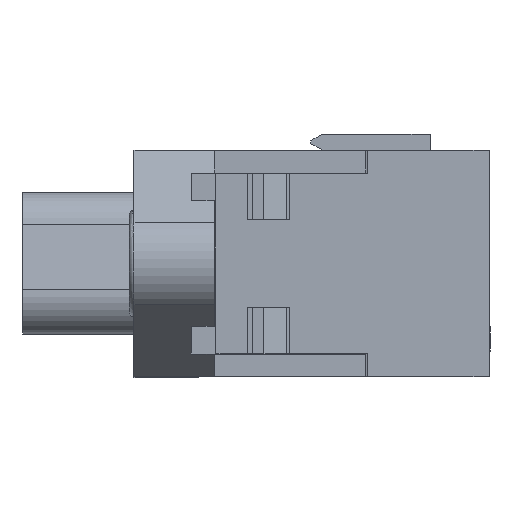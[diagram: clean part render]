
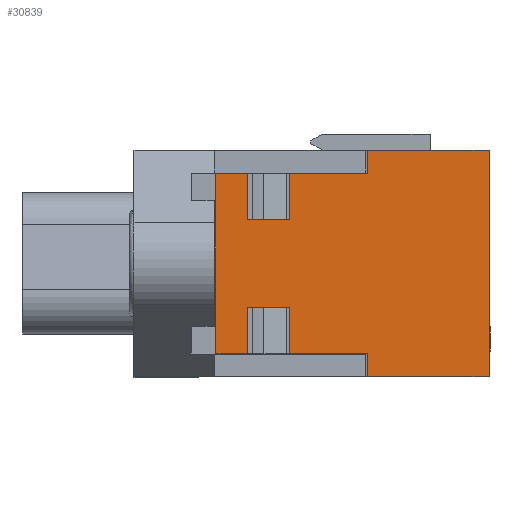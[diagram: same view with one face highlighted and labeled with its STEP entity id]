
A CAD part, left-side view. The second image highlights one B-rep face of the part: STEP entity #30839.
In plain terms, the highlighted planar face has unit normal (-1, 0, 0).
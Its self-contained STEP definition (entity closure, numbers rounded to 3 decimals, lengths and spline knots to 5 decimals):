
#2414=FACE_OUTER_BOUND('',#4013,.T.);
#4013=EDGE_LOOP('',(#24607,#24608,#24609,#24610,#24611,#24612,#24613,#24614,
#24615,#24616,#24617,#24618,#24619,#24620,#24621,#24622));
#5865=LINE('',#43407,#9294);
#7246=LINE('',#49678,#10675);
#7260=LINE('',#49708,#10689);
#7262=LINE('',#49711,#10691);
#7264=LINE('',#49715,#10693);
#7265=LINE('',#49717,#10694);
#7266=LINE('',#49719,#10695);
#7267=LINE('',#49721,#10696);
#7268=LINE('',#49723,#10697);
#7269=LINE('',#49725,#10698);
#7270=LINE('',#49726,#10699);
#7271=LINE('',#49728,#10700);
#7272=LINE('',#49730,#10701);
#7273=LINE('',#49732,#10702);
#7274=LINE('',#49734,#10703);
#7275=LINE('',#49735,#10704);
#9294=VECTOR('',#35523,0.3937);
#10675=VECTOR('',#38858,0.3937);
#10689=VECTOR('',#38878,0.3937);
#10691=VECTOR('',#38882,0.3937);
#10693=VECTOR('',#38886,0.3937);
#10694=VECTOR('',#38887,0.3937);
#10695=VECTOR('',#38888,0.3937);
#10696=VECTOR('',#38889,0.3937);
#10697=VECTOR('',#38890,0.3937);
#10698=VECTOR('',#38891,0.3937);
#10699=VECTOR('',#38892,0.3937);
#10700=VECTOR('',#38893,0.3937);
#10701=VECTOR('',#38894,0.3937);
#10702=VECTOR('',#38895,0.3937);
#10703=VECTOR('',#38896,0.3937);
#10704=VECTOR('',#38897,0.3937);
#12324=VERTEX_POINT('',#43404);
#12325=VERTEX_POINT('',#43406);
#13617=VERTEX_POINT('',#49675);
#13618=VERTEX_POINT('',#49677);
#13630=VERTEX_POINT('',#49705);
#13631=VERTEX_POINT('',#49707);
#13632=VERTEX_POINT('',#49714);
#13633=VERTEX_POINT('',#49716);
#13634=VERTEX_POINT('',#49718);
#13635=VERTEX_POINT('',#49720);
#13636=VERTEX_POINT('',#49722);
#13637=VERTEX_POINT('',#49724);
#13638=VERTEX_POINT('',#49727);
#13639=VERTEX_POINT('',#49729);
#13640=VERTEX_POINT('',#49731);
#13641=VERTEX_POINT('',#49733);
#15527=EDGE_CURVE('',#12325,#12324,#5865,.T.);
#17513=EDGE_CURVE('',#13618,#13617,#7246,.T.);
#17527=EDGE_CURVE('',#13631,#13630,#7260,.T.);
#17529=EDGE_CURVE('',#13618,#13630,#7262,.T.);
#17531=EDGE_CURVE('',#13617,#13632,#7264,.T.);
#17532=EDGE_CURVE('',#13632,#13633,#7265,.T.);
#17533=EDGE_CURVE('',#13633,#13634,#7266,.T.);
#17534=EDGE_CURVE('',#13634,#13635,#7267,.T.);
#17535=EDGE_CURVE('',#13635,#13636,#7268,.T.);
#17536=EDGE_CURVE('',#13637,#13636,#7269,.T.);
#17537=EDGE_CURVE('',#12325,#13637,#7270,.T.);
#17538=EDGE_CURVE('',#12324,#13638,#7271,.T.);
#17539=EDGE_CURVE('',#13638,#13639,#7272,.T.);
#17540=EDGE_CURVE('',#13639,#13640,#7273,.T.);
#17541=EDGE_CURVE('',#13640,#13641,#7274,.T.);
#17542=EDGE_CURVE('',#13641,#13631,#7275,.T.);
#24607=ORIENTED_EDGE('',*,*,#17513,.T.);
#24608=ORIENTED_EDGE('',*,*,#17531,.T.);
#24609=ORIENTED_EDGE('',*,*,#17532,.T.);
#24610=ORIENTED_EDGE('',*,*,#17533,.T.);
#24611=ORIENTED_EDGE('',*,*,#17534,.T.);
#24612=ORIENTED_EDGE('',*,*,#17535,.T.);
#24613=ORIENTED_EDGE('',*,*,#17536,.F.);
#24614=ORIENTED_EDGE('',*,*,#17537,.F.);
#24615=ORIENTED_EDGE('',*,*,#15527,.T.);
#24616=ORIENTED_EDGE('',*,*,#17538,.T.);
#24617=ORIENTED_EDGE('',*,*,#17539,.T.);
#24618=ORIENTED_EDGE('',*,*,#17540,.T.);
#24619=ORIENTED_EDGE('',*,*,#17541,.T.);
#24620=ORIENTED_EDGE('',*,*,#17542,.T.);
#24621=ORIENTED_EDGE('',*,*,#17527,.T.);
#24622=ORIENTED_EDGE('',*,*,#17529,.F.);
#27874=PLANE('',#32741);
#30839=ADVANCED_FACE('',(#2414),#27874,.T.);
#32741=AXIS2_PLACEMENT_3D('',#49713,#38884,#38885);
#35523=DIRECTION('',(0.,1.,0.));
#38858=DIRECTION('',(0.,-1.,0.));
#38878=DIRECTION('',(0.,1.,0.));
#38882=DIRECTION('',(0.,0.,1.));
#38884=DIRECTION('center_axis',(-1.,0.,0.));
#38885=DIRECTION('ref_axis',(0.,0.,
1.));
#38886=DIRECTION('',(0.,0.,1.));
#38887=DIRECTION('',(0.,-1.,0.));
#38888=DIRECTION('',(0.,0.,-1.));
#38889=DIRECTION('',(0.,-1.,0.));
#38890=DIRECTION('',(0.,0.,-1.));
#38891=DIRECTION('',(0.,1.,0.));
#38892=DIRECTION('',(0.,0.,-1.));
#38893=DIRECTION('',(0.,0.,-1.));
#38894=DIRECTION('',(0.,1.,0.));
#38895=DIRECTION('',(0.,0.,-1.));
#38896=DIRECTION('',(0.,1.,0.));
#38897=DIRECTION('',(0.,0.,1.));
#43404=CARTESIAN_POINT('',(-0.81557,-0.36586,0.248));
#43406=CARTESIAN_POINT('',(-0.81557,-0.63086,0.248));
#43407=CARTESIAN_POINT('',(-0.81557,-0.63086,0.248));
#49675=CARTESIAN_POINT('',(-0.81557,-0.10386,-0.195));
#49677=CARTESIAN_POINT('',(-0.81557,-0.03586,-0.195));
#49678=CARTESIAN_POINT('',(-0.81557,-0.33336,-0.195));
#49705=CARTESIAN_POINT('',(-0.81557,-0.03586,0.197));
#49707=CARTESIAN_POINT('',(-0.81557,-0.10386,0.197));
#49708=CARTESIAN_POINT('',(-0.81557,-0.36736,0.197));
#49711=CARTESIAN_POINT('',(-0.81557,-0.03586,-0.246));
#49713=CARTESIAN_POINT('Origin',(-0.81557,-0.63086,
-0.246));
#49714=CARTESIAN_POINT('',(-0.81557,-0.10386,-0.094));
#49715=CARTESIAN_POINT('',(-0.81557,-0.10386,-0.246));
#49716=CARTESIAN_POINT('',(-0.81557,-0.19586,-0.094));
#49717=CARTESIAN_POINT('',(-0.81557,-0.36736,-0.094));
#49718=CARTESIAN_POINT('',(-0.81557,-0.19586,-0.195));
#49719=CARTESIAN_POINT('',(-0.81557,-0.19586,-0.17));
#49720=CARTESIAN_POINT('',(-0.81557,-0.36586,-0.195));
#49721=CARTESIAN_POINT('',(-0.81557,-0.41336,-0.195));
#49722=CARTESIAN_POINT('',(-0.81557,-0.36586,-0.246));
#49723=CARTESIAN_POINT('',(-0.81557,-0.36586,-0.2205));
#49724=CARTESIAN_POINT('',(-0.81557,-0.63086,-0.246));
#49725=CARTESIAN_POINT('',(-0.81557,-0.63086,-0.246));
#49726=CARTESIAN_POINT('',(-0.81557,-0.63086,0.248));
#49727=CARTESIAN_POINT('',(-0.81557,-0.36586,0.197));
#49728=CARTESIAN_POINT('',(-0.81557,-0.36586,0.001));
#49729=CARTESIAN_POINT('',(-0.81557,-0.19586,0.197));
#49730=CARTESIAN_POINT('',(-0.81557,-0.49836,0.197));
#49731=CARTESIAN_POINT('',(-0.81557,-0.19586,0.096));
#49732=CARTESIAN_POINT('',(-0.81557,-0.19586,-0.0245));
#49733=CARTESIAN_POINT('',(-0.81557,-0.10386,0.096));
#49734=CARTESIAN_POINT('',(-0.81557,-0.41336,0.096));
#49735=CARTESIAN_POINT('',(-0.81557,-0.10386,-0.075));
